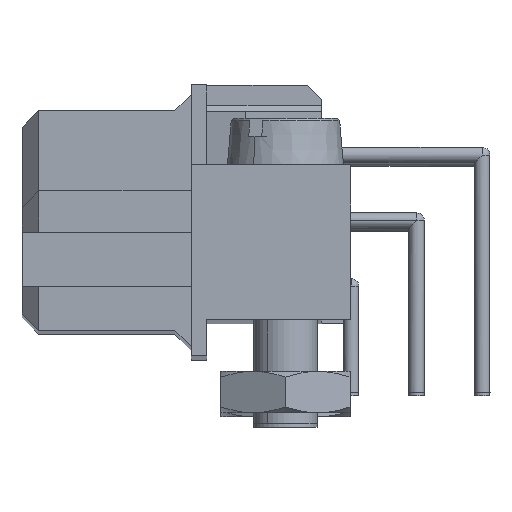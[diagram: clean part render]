
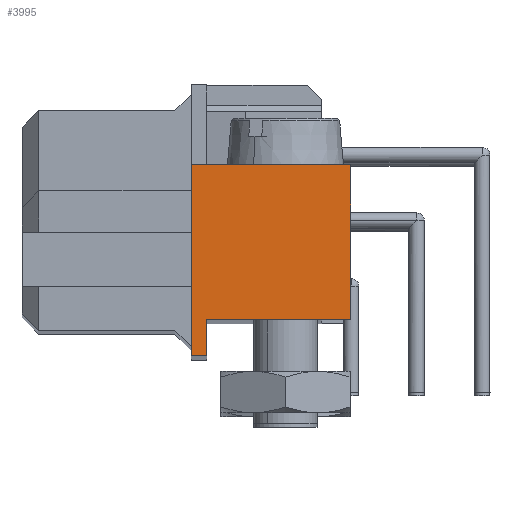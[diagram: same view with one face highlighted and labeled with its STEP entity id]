
A CAD part, top view. The second image highlights one B-rep face of the part: STEP entity #3995.
In plain terms, the highlighted planar face has unit normal (0, 0, 1).
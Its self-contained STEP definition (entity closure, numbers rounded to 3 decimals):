
#71 = CARTESIAN_POINT ( 'NONE',  ( -15.229, -0.073, 94. ) ) ;
#190 = CARTESIAN_POINT ( 'NONE',  ( -18.93, -6.254, 94. ) ) ;
#419 = VECTOR ( 'NONE', #3324, 1000. ) ;
#583 = CARTESIAN_POINT ( 'NONE',  ( -18.929, -0.673, 94. ) ) ;
#1246 = LINE ( 'NONE', #5887, #419 ) ;
#1771 = LINE ( 'NONE', #8346, #8367 ) ;
#2085 = CARTESIAN_POINT ( 'NONE',  ( -17.529, -6.253, 94. ) ) ;
#2426 = EDGE_CURVE ( 'NONE', #5563, #4465, #7499, .T. ) ;
#2634 = AXIS2_PLACEMENT_3D ( 'NONE', #190, #9520, #6239 ) ;
#2666 = VERTEX_POINT ( 'NONE', #5689 ) ;
#2717 = ORIENTED_EDGE ( 'NONE', *, *, #4838, .T. ) ;
#3294 = CARTESIAN_POINT ( 'NONE',  ( -11.529, -0.073, 94. ) ) ;
#3301 = VECTOR ( 'NONE', #10287, 1000. ) ;
#3324 = DIRECTION ( 'NONE',  ( 0., 1., 0. ) ) ;
#3995 = ADVANCED_FACE ( 'NONE', ( #5422 ), #4459, .T. ) ;
#4153 = DIRECTION ( 'NONE',  ( 0., -1., 0. ) ) ;
#4185 = VECTOR ( 'NONE', #6801, 1000. ) ;
#4226 = CARTESIAN_POINT ( 'NONE',  ( -18.229, -0.673, 94. ) ) ;
#4459 = PLANE ( 'NONE',  #2634 ) ;
#4465 = VERTEX_POINT ( 'NONE', #8097 ) ;
#4518 = DIRECTION ( 'NONE',  ( 1., 0., 0. ) ) ;
#4579 = EDGE_CURVE ( 'NONE', #11043, #8600, #1771, .T. ) ;
#4838 = EDGE_CURVE ( 'NONE', #11043, #2666, #5939, .T. ) ;
#4930 = DIRECTION ( 'NONE',  ( 0., 1., 0. ) ) ;
#5071 = LINE ( 'NONE', #7649, #10442 ) ;
#5422 = FACE_OUTER_BOUND ( 'NONE', #9993, .T. ) ;
#5521 = ORIENTED_EDGE ( 'NONE', *, *, #2426, .T. ) ;
#5563 = VERTEX_POINT ( 'NONE', #3294 ) ;
#5599 = CARTESIAN_POINT ( 'NONE',  ( -17.529, -0.673, 94. ) ) ;
#5689 = CARTESIAN_POINT ( 'NONE',  ( -11.529, -6.253, 94. ) ) ;
#5887 = CARTESIAN_POINT ( 'NONE',  ( -11.529, -3.163, 94. ) ) ;
#5890 = EDGE_CURVE ( 'NONE', #2666, #5563, #1246, .T. ) ;
#5939 = LINE ( 'NONE', #9644, #7326 ) ;
#6239 = DIRECTION ( 'NONE',  ( 1., 0., 0. ) ) ;
#6801 = DIRECTION ( 'NONE',  ( -1., 0., 0. ) ) ;
#7169 = EDGE_CURVE ( 'NONE', #4465, #10863, #5071, .T. ) ;
#7198 = ORIENTED_EDGE ( 'NONE', *, *, #5890, .T. ) ;
#7326 = VECTOR ( 'NONE', #4518, 1000. ) ;
#7353 = LINE ( 'NONE', #4226, #4185 ) ;
#7499 = LINE ( 'NONE', #71, #3301 ) ;
#7649 = CARTESIAN_POINT ( 'NONE',  ( -18.929, -3.163, 94. ) ) ;
#8097 = CARTESIAN_POINT ( 'NONE',  ( -18.929, -0.073, 94. ) ) ;
#8264 = ORIENTED_EDGE ( 'NONE', *, *, #4579, .F. ) ;
#8346 = CARTESIAN_POINT ( 'NONE',  ( -17.529, -3.463, 94. ) ) ;
#8367 = VECTOR ( 'NONE', #4930, 1000. ) ;
#8600 = VERTEX_POINT ( 'NONE', #5599 ) ;
#9086 = ORIENTED_EDGE ( 'NONE', *, *, #7169, .T. ) ;
#9246 = ORIENTED_EDGE ( 'NONE', *, *, #10106, .F. ) ;
#9520 = DIRECTION ( 'NONE',  ( 0., 0., 1. ) ) ;
#9644 = CARTESIAN_POINT ( 'NONE',  ( -15.229, -6.253, 94. ) ) ;
#9993 = EDGE_LOOP ( 'NONE', ( #9246, #8264, #2717, #7198, #5521, #9086 ) ) ;
#10106 = EDGE_CURVE ( 'NONE', #8600, #10863, #7353, .T. ) ;
#10287 = DIRECTION ( 'NONE',  ( -1., 0., 0. ) ) ;
#10442 = VECTOR ( 'NONE', #4153, 1000. ) ;
#10863 = VERTEX_POINT ( 'NONE', #583 ) ;
#11043 = VERTEX_POINT ( 'NONE', #2085 ) ;
